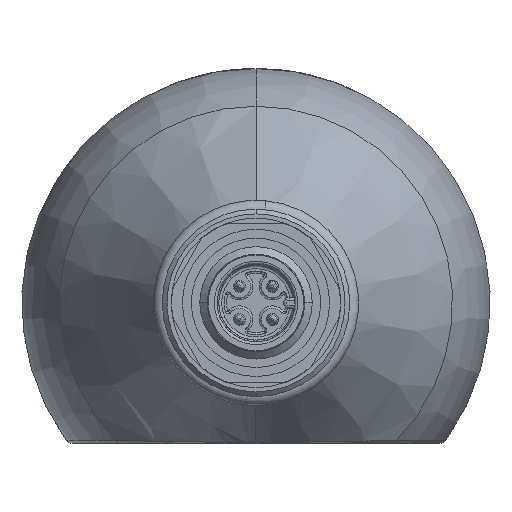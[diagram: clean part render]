
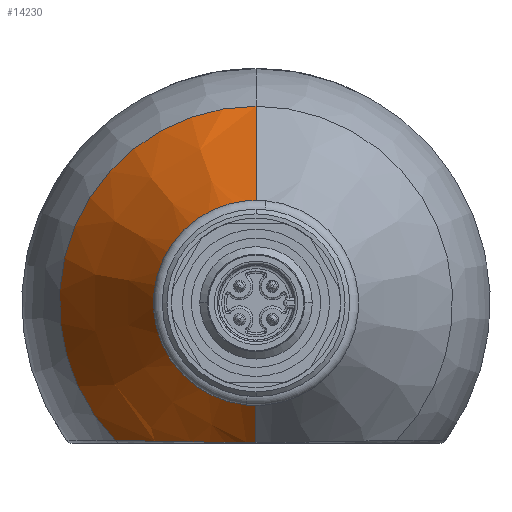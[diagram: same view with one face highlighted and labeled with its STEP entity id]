
A CAD part, front view. The second image highlights one B-rep face of the part: STEP entity #14230.
In plain terms, the highlighted conical face has half-angle 30 degrees and reference radius 25 mm.
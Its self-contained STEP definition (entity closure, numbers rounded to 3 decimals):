
#77 = CIRCLE ( 'NONE', #7779, 20.981 ) ;
#297 = VECTOR ( 'NONE', #1554, 1000. ) ;
#809 = CARTESIAN_POINT ( 'NONE',  ( -0.397, -222.525, -14.893 ) ) ;
#976 = CARTESIAN_POINT ( 'NONE',  ( -9.697, -217.758, -14.78 ) ) ;
#1554 = DIRECTION ( 'NONE',  ( 0., 0.866, -0.5 ) ) ;
#1597 = B_SPLINE_CURVE_WITH_KNOTS ( 'NONE', 3,
 ( #3230, #16335, #9841, #6225, #976, #2445, #11464, #9062, #14109, #11629, #14190, #12909, #6055, #15554, #8807, #3736, #809, #3654 ),
 .UNSPECIFIED., .F., .F.,
 ( 4, 2, 2, 2, 2, 2, 2, 2, 4 ),
 ( 0., 0.005, 0.009, 0.012, 0.014, 0.015, 0.016, 0.018, 0.019 ),
 .UNSPECIFIED. ) ;
#1989 = CARTESIAN_POINT ( 'NONE',  ( 0., -211.981, 0. ) ) ;
#2445 = CARTESIAN_POINT ( 'NONE',  ( -7.89, -219.267, -14.812 ) ) ;
#3019 = CARTESIAN_POINT ( 'NONE',  ( 0., -211.981, 20.981 ) ) ;
#3230 = CARTESIAN_POINT ( 'NONE',  ( -14.985, -211.981, -14.685 ) ) ;
#3231 = CARTESIAN_POINT ( 'NONE',  ( 0., -222.525, -14.893 ) ) ;
#3291 = AXIS2_PLACEMENT_3D ( 'NONE', #6337, #3587, #11567 ) ;
#3587 = DIRECTION ( 'NONE',  ( 0., 1., 0. ) ) ;
#3654 = CARTESIAN_POINT ( 'NONE',  ( 0., -222.525, -14.893 ) ) ;
#3736 = CARTESIAN_POINT ( 'NONE',  ( -0.796, -222.499, -14.892 ) ) ;
#4122 = VECTOR ( 'NONE', #13688, 1000. ) ;
#4207 = ORIENTED_EDGE ( 'NONE', *, *, #14181, .T. ) ;
#5118 = VERTEX_POINT ( 'NONE', #3019 ) ;
#5258 = CARTESIAN_POINT ( 'NONE',  ( -14.985, -211.981, -14.685 ) ) ;
#5551 = DIRECTION ( 'NONE',  ( 0., 0., 1. ) ) ;
#5635 = DIRECTION ( 'NONE',  ( 0., 1., 0. ) ) ;
#6055 = CARTESIAN_POINT ( 'NONE',  ( -2.728, -222.123, -14.882 ) ) ;
#6106 = VERTEX_POINT ( 'NONE', #6538 ) ;
#6225 = CARTESIAN_POINT ( 'NONE',  ( -10.815, -216.663, -14.759 ) ) ;
#6337 = CARTESIAN_POINT ( 'NONE',  ( 0., -230.536, 0. ) ) ;
#6538 = CARTESIAN_POINT ( 'NONE',  ( 0., -230.536, 10.268 ) ) ;
#6935 = CARTESIAN_POINT ( 'NONE',  ( 0., -205.019, 0. ) ) ;
#7143 = EDGE_CURVE ( 'NONE', #16120, #15499, #1597, .T. ) ;
#7352 = EDGE_CURVE ( 'NONE', #5118, #16120, #77, .T. ) ;
#7447 = ORIENTED_EDGE ( 'NONE', *, *, #7352, .T. ) ;
#7779 = AXIS2_PLACEMENT_3D ( 'NONE', #1989, #8435, #13652 ) ;
#8435 = DIRECTION ( 'NONE',  ( 0., -1., 0. ) ) ;
#8472 = CARTESIAN_POINT ( 'NONE',  ( 0., -205.019, 25. ) ) ;
#8640 = ORIENTED_EDGE ( 'NONE', *, *, #14428, .T. ) ;
#8807 = CARTESIAN_POINT ( 'NONE',  ( -1.578, -222.396, -14.889 ) ) ;
#9050 = AXIS2_PLACEMENT_3D ( 'NONE', #6935, #5635, #5551 ) ;
#9062 = CARTESIAN_POINT ( 'NONE',  ( -5.953, -220.64, -14.843 ) ) ;
#9368 = EDGE_LOOP ( 'NONE', ( #16144, #4207, #8640, #7447, #14903 ) ) ;
#9841 = CARTESIAN_POINT ( 'NONE',  ( -12.96, -214.383, -14.72 ) ) ;
#9928 = LINE ( 'NONE', #8472, #4122 ) ;
#10539 = FACE_OUTER_BOUND ( 'NONE', #9368, .T. ) ;
#10915 = CARTESIAN_POINT ( 'NONE',  ( 0., -205.019, -25. ) ) ;
#11464 = CARTESIAN_POINT ( 'NONE',  ( -7.264, -219.749, -14.822 ) ) ;
#11567 = DIRECTION ( 'NONE',  ( 0., 0., -1. ) ) ;
#11629 = CARTESIAN_POINT ( 'NONE',  ( -4.212, -221.563, -14.867 ) ) ;
#12052 = CIRCLE ( 'NONE', #3291, 10.268 ) ;
#12909 = CARTESIAN_POINT ( 'NONE',  ( -3.107, -222.002, -14.878 ) ) ;
#13468 = VERTEX_POINT ( 'NONE', #15533 ) ;
#13525 = EDGE_CURVE ( 'NONE', #13468, #15499, #13649, .T. ) ;
#13649 = LINE ( 'NONE', #10915, #297 ) ;
#13652 = DIRECTION ( 'NONE',  ( 0., 0., 1. ) ) ;
#13688 = DIRECTION ( 'NONE',  ( 0., 0.866, 0.5 ) ) ;
#14109 = CARTESIAN_POINT ( 'NONE',  ( -5.276, -221.045, -14.853 ) ) ;
#14181 = EDGE_CURVE ( 'NONE', #13468, #6106, #12052, .T. ) ;
#14190 = CARTESIAN_POINT ( 'NONE',  ( -3.85, -221.721, -14.871 ) ) ;
#14230 = ADVANCED_FACE ( 'NONE', ( #10539 ), #14234, .T. ) ;
#14234 = CONICAL_SURFACE ( 'NONE', #9050, 25., 0.524 ) ;
#14428 = EDGE_CURVE ( 'NONE', #6106, #5118, #9928, .T. ) ;
#14903 = ORIENTED_EDGE ( 'NONE', *, *, #7143, .T. ) ;
#15499 = VERTEX_POINT ( 'NONE', #3231 ) ;
#15533 = CARTESIAN_POINT ( 'NONE',  ( 0., -230.536, -10.268 ) ) ;
#15554 = CARTESIAN_POINT ( 'NONE',  ( -1.964, -222.32, -14.887 ) ) ;
#16120 = VERTEX_POINT ( 'NONE', #5258 ) ;
#16144 = ORIENTED_EDGE ( 'NONE', *, *, #13525, .F. ) ;
#16335 = CARTESIAN_POINT ( 'NONE',  ( -13.986, -213.196, -14.702 ) ) ;
